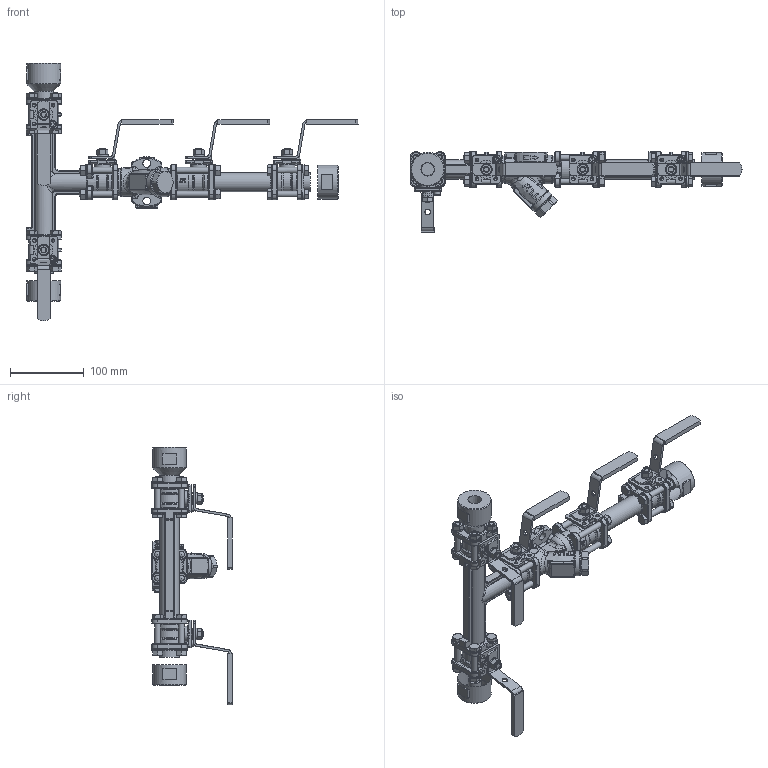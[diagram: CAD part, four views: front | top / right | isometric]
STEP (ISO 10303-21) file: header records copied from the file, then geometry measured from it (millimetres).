
FILE_DESCRIPTION(/* description */ (''),/* implementation_level */ '2;1');
FILE_NAME(/* name */ 'q10td-015-screw-00.stp',/* time_stamp */ '2022-05-19T11:08:29+09:00',/* author */ ('mafukuda'),/* organization */ (''),/* preprocessor_version */ 'ST-DEVELOPER v18',/* originating_system */ 'Autodesk Inventor 2020',/* authorisation */ '');
FILE_SCHEMA (('AUTOMOTIVE_DESIGN { 1 0 10303 214 3 1 1 }'));
Products named in the file (1): q10td-015-screw-00
Bounding box: 450.51 x 109.01 x 349.5 mm (x, y, z)
Volume: 949746.9 mm3; surface area: 223436.6 mm2
Topology: 1 solids, 7 shells, 3004 faces, 7740 edges, 4631 vertices
Faces by surface type: plane 1107, cylinder 836, bspline 394, cone 307, torus 280, sphere 80
Full cylindrical faces by diameter (mm): 5 x25, 5.3 x5, 6.647 x8, 7 x1, 7.5 x5, 8 x24, 8.5 x5, 8.7 x37, 9 x5, 10 x5, 10.5 x2, 11.63 x12, 14.9 x5, 16 x6, 17.5 x3, 24 x1, 24.2 x1, 24.5 x5, 25 x1, 26 x4, 29 x1, 34 x1, 35.6 x1, 37 x12, 39 x1, 46 x3
Entity records: 104777 total; most frequent: CARTESIAN_POINT 33602, ORIENTED_EDGE 15130, DIRECTION 14626, EDGE_CURVE 7565, AXIS2_PLACEMENT_3D 5891, VERTEX_POINT 4631, EDGE_LOOP 3256, FACE_OUTER_BOUND 3004
